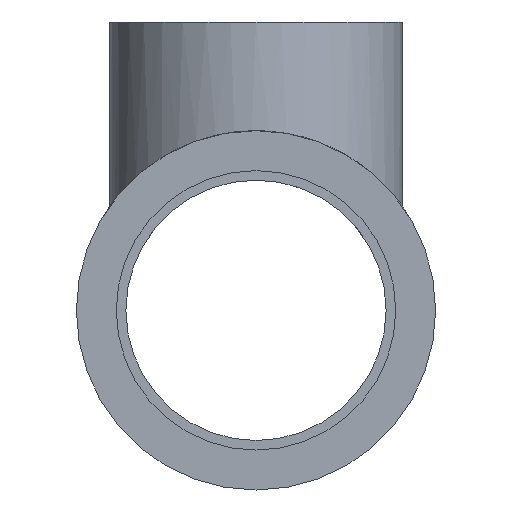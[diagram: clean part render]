
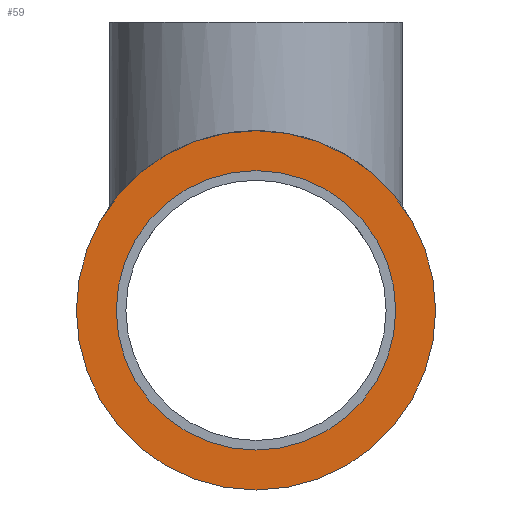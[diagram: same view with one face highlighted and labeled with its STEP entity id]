
A CAD part, left-side view. The second image highlights one B-rep face of the part: STEP entity #59.
In plain terms, the highlighted planar face has unit normal (-1, 0, 0).
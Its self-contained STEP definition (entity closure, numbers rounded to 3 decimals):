
#59 = ADVANCED_FACE( '', ( #126, #127 ), #128, .F. );
#126 = FACE_BOUND( '', #187, .T. );
#127 = FACE_OUTER_BOUND( '', #188, .T. );
#128 = PLANE( '', #189 );
#187 = EDGE_LOOP( '', ( #264 ) );
#188 = EDGE_LOOP( '', ( #265 ) );
#189 = AXIS2_PLACEMENT_3D( '', #266, #267, #268 );
#264 = ORIENTED_EDGE( '', *, *, #290, .T. );
#265 = ORIENTED_EDGE( '', *, *, #295, .F. );
#266 = CARTESIAN_POINT( '', ( -100.5, 0., 0. ) );
#267 = DIRECTION( '', ( 1., 0., 0. ) );
#268 = DIRECTION( '', ( 0., 0., -1. ) );
#290 = EDGE_CURVE( '', #326, #326, #327, .T. );
#295 = EDGE_CURVE( '', #334, #334, #335, .T. );
#326 = VERTEX_POINT( '', #629 );
#327 = CIRCLE( '', #630, 31.5 );
#334 = VERTEX_POINT( '', #637 );
#335 = CIRCLE( '', #638, 40.5 );
#629 = CARTESIAN_POINT( '', ( -100.5, 0., -31.5 ) );
#630 = AXIS2_PLACEMENT_3D( '', #667, #668, #669 );
#637 = CARTESIAN_POINT( '', ( -100.5, 40.5, 0. ) );
#638 = AXIS2_PLACEMENT_3D( '', #676, #677, #678 );
#667 = CARTESIAN_POINT( '', ( -100.5, 0., 0. ) );
#668 = DIRECTION( '', ( 1., 0., 0. ) );
#669 = DIRECTION( '', ( 0., 0., -1. ) );
#676 = CARTESIAN_POINT( '', ( -100.5, 0., 0. ) );
#677 = DIRECTION( '', ( 1., 0., 0. ) );
#678 = DIRECTION( '', ( 0., 1., 0. ) );
